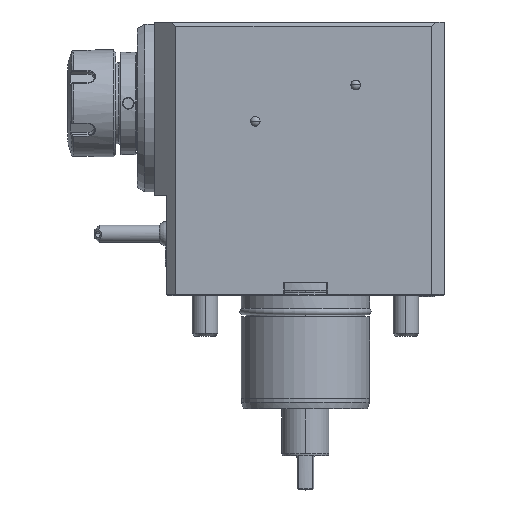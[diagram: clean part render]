
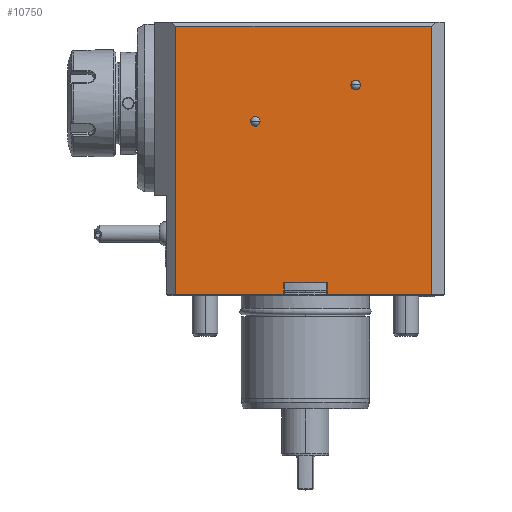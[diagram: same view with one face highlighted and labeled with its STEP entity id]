
A CAD part, top view. The second image highlights one B-rep face of the part: STEP entity #10750.
In plain terms, the highlighted planar face has unit normal (0, 0, 1).
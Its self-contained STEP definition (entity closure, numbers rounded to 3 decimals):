
#3834=DIRECTION('',(0.,-1.,0.));
#3835=VECTOR('',#3834,5.5);
#3836=CARTESIAN_POINT('',(10.5,6.,54.));
#3837=LINE('',#3836,#3835);
#3838=DIRECTION('',(0.,1.,0.));
#3839=VECTOR('',#3838,5.5);
#3840=CARTESIAN_POINT('',(-10.5,0.5,54.));
#3841=LINE('',#3840,#3839);
#3842=DIRECTION('',(-1.,0.,0.));
#3843=VECTOR('',#3842,50.2);
#3844=CARTESIAN_POINT('',(-10.5,0.5,54.));
#3845=LINE('',#3844,#3843);
#3846=DIRECTION('',(0.,1.,0.));
#3847=VECTOR('',#3846,125.5);
#3848=CARTESIAN_POINT('',(-60.7,0.5,54.));
#3849=LINE('',#3848,#3847);
#3850=DIRECTION('',(-1.,0.,0.));
#3851=VECTOR('',#3850,119.7);
#3852=CARTESIAN_POINT('',(59.,126.,54.));
#3853=LINE('',#3852,#3851);
#3854=DIRECTION('',(0.,-1.,0.));
#3855=VECTOR('',#3854,125.5);
#3856=CARTESIAN_POINT('',(59.,126.,54.));
#3857=LINE('',#3856,#3855);
#3858=DIRECTION('',(-1.,0.,0.));
#3859=VECTOR('',#3858,48.5);
#3860=CARTESIAN_POINT('',(59.,0.5,54.));
#3861=LINE('',#3860,#3859);
#3862=CARTESIAN_POINT('',(-23.5,81.5,54.));
#3863=DIRECTION('',(0.,0.,-1.));
#3864=DIRECTION('',(-1.,0.,0.));
#3865=AXIS2_PLACEMENT_3D('',#3862,#3863,#3864);
#3867=CARTESIAN_POINT('',(-23.5,81.5,54.));
#3868=DIRECTION('',(0.,0.,-1.));
#3869=DIRECTION('',(1.,0.,0.));
#3870=AXIS2_PLACEMENT_3D('',#3867,#3868,#3869);
#3872=CARTESIAN_POINT('',(23.5,98.5,54.));
#3873=DIRECTION('',(0.,0.,-1.));
#3874=DIRECTION('',(-1.,0.,0.));
#3875=AXIS2_PLACEMENT_3D('',#3872,#3873,#3874);
#3877=CARTESIAN_POINT('',(23.5,98.5,54.));
#3878=DIRECTION('',(0.,0.,-1.));
#3879=DIRECTION('',(1.,0.,0.));
#3880=AXIS2_PLACEMENT_3D('',#3877,#3878,#3879);
#3898=DIRECTION('',(-1.,0.,0.));
#3899=VECTOR('',#3898,21.);
#3900=CARTESIAN_POINT('',(10.5,6.,54.));
#3901=LINE('',#3900,#3899);
#6457=CARTESIAN_POINT('',(59.,126.,54.));
#6459=VERTEX_POINT('',#6457);
#6462=CARTESIAN_POINT('',(-60.7,126.,54.));
#6464=VERTEX_POINT('',#6462);
#6481=CARTESIAN_POINT('',(-60.7,0.5,54.));
#6483=VERTEX_POINT('',#6481);
#6494=CARTESIAN_POINT('',(59.,0.5,54.));
#6496=VERTEX_POINT('',#6494);
#6523=CARTESIAN_POINT('',(-10.5,0.5,54.));
#6524=VERTEX_POINT('',#6523);
#6525=CARTESIAN_POINT('',(10.5,0.5,54.));
#6526=VERTEX_POINT('',#6525);
#6983=CARTESIAN_POINT('',(-25.75,81.5,54.));
#6984=CARTESIAN_POINT('',(-21.25,81.5,54.));
#6985=VERTEX_POINT('',#6983);
#6986=VERTEX_POINT('',#6984);
#6989=CARTESIAN_POINT('',(21.25,98.5,54.));
#6990=CARTESIAN_POINT('',(25.75,98.5,54.));
#6991=VERTEX_POINT('',#6989);
#6992=VERTEX_POINT('',#6990);
#7033=CARTESIAN_POINT('',(10.5,6.,54.));
#7035=VERTEX_POINT('',#7033);
#7037=CARTESIAN_POINT('',(-10.5,6.,54.));
#7039=VERTEX_POINT('',#7037);
#10718=CARTESIAN_POINT('',(-70.7,128.,54.));
#10719=DIRECTION('',(0.,0.,1.));
#10720=DIRECTION('',(0.,-1.,0.));
#10721=AXIS2_PLACEMENT_3D('',#10718,#10719,#10720);
#10722=PLANE('',#10721);
#10724=ORIENTED_EDGE('',*,*,#10723,.F.);
#10726=ORIENTED_EDGE('',*,*,#10725,.T.);
#10728=ORIENTED_EDGE('',*,*,#10727,.F.);
#10730=ORIENTED_EDGE('',*,*,#10729,.T.);
#10731=ORIENTED_EDGE('',*,*,#9593,.T.);
#10732=ORIENTED_EDGE('',*,*,#10712,.F.);
#10733=ORIENTED_EDGE('',*,*,#10668,.T.);
#10735=ORIENTED_EDGE('',*,*,#10734,.T.);
#10736=EDGE_LOOP('',(#10724,#10726,#10728,#10730,#10731,#10732,#10733,#10735));
#10737=FACE_OUTER_BOUND('',#10736,.F.);
#10739=ORIENTED_EDGE('',*,*,#10738,.F.);
#10741=ORIENTED_EDGE('',*,*,#10740,.F.);
#10742=EDGE_LOOP('',(#10739,#10741));
#10743=FACE_BOUND('',#10742,.F.);
#10745=ORIENTED_EDGE('',*,*,#10744,.F.);
#10747=ORIENTED_EDGE('',*,*,#10746,.F.);
#10748=EDGE_LOOP('',(#10745,#10747));
#10749=FACE_BOUND('',#10748,.F.);
#3866=CIRCLE('',#3865,2.25);
#3871=CIRCLE('',#3870,2.25);
#3876=CIRCLE('',#3875,2.25);
#3881=CIRCLE('',#3880,2.25);
#9593=EDGE_CURVE('',#6483,#6464,#3849,.T.);
#10668=EDGE_CURVE('',#6459,#6496,#3857,.T.);
#10712=EDGE_CURVE('',#6459,#6464,#3853,.T.);
#10723=EDGE_CURVE('',#7035,#6526,#3837,.T.);
#10725=EDGE_CURVE('',#7035,#7039,#3901,.T.);
#10727=EDGE_CURVE('',#6524,#7039,#3841,.T.);
#10729=EDGE_CURVE('',#6524,#6483,#3845,.T.);
#10734=EDGE_CURVE('',#6496,#6526,#3861,.T.);
#10738=EDGE_CURVE('',#6985,#6986,#3866,.T.);
#10740=EDGE_CURVE('',#6986,#6985,#3871,.T.);
#10744=EDGE_CURVE('',#6991,#6992,#3876,.T.);
#10746=EDGE_CURVE('',#6992,#6991,#3881,.T.);
#10750=ADVANCED_FACE('',(#10737,#10743,#10749),#10722,.T.);
